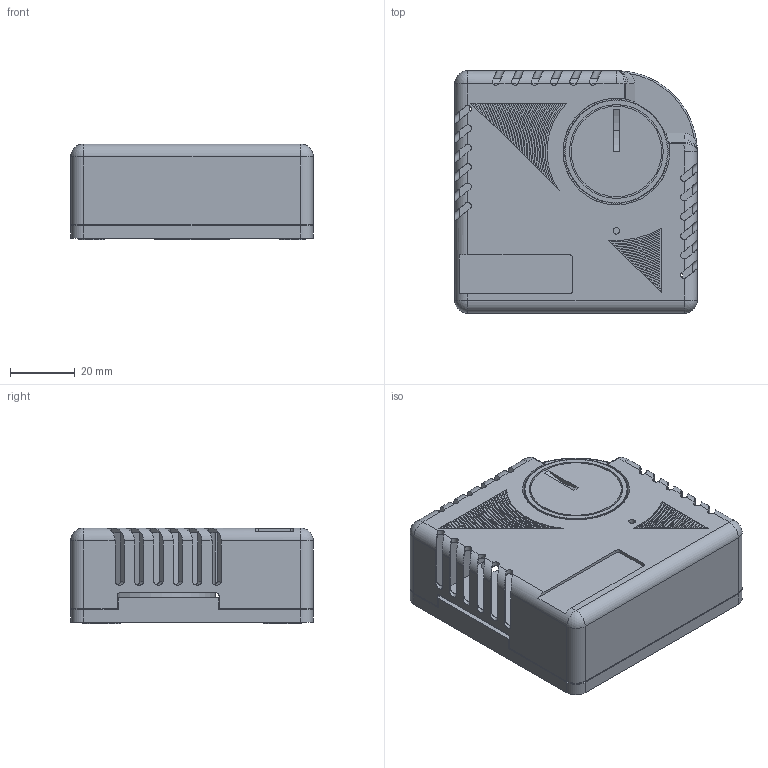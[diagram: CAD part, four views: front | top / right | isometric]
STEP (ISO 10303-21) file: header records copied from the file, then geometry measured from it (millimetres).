
FILE_DESCRIPTION((''),'2;1');
FILE_NAME('KS-11-20-07','2013-11-27T',('Administrator'),('桲緊吨'),'PRO/ENGINEER BY PARAMETRIC TECHNOLOGY CORPORATION, 2008310','PRO/ENGINEER BY PARAMETRIC TECHNOLOGY CORPORATION, 2008310','');
FILE_SCHEMA(('CONFIG_CONTROL_DESIGN'));
Length unit declared in the file: millimetre
Products named in the file (1): KS-11-20-07
Bounding box: 75 x 75 x 29.7 mm (x, y, z)
Volume: 62080.2 mm3; surface area: 36386.7 mm2
Topology: 1 solids, 1 shells, 1036 faces, 2997 edges, 1991 vertices
Faces by surface type: plane 631, cylinder 391, bspline 8, sphere 3, torus 3
Entity records: 34864 total; most frequent: CARTESIAN_POINT 7069, ORIENTED_EDGE 5994, DIRECTION 5621, EDGE_CURVE 2997, VECTOR 2141, LINE 2141, VERTEX_POINT 1991, AXIS2_PLACEMENT_3D 1740
